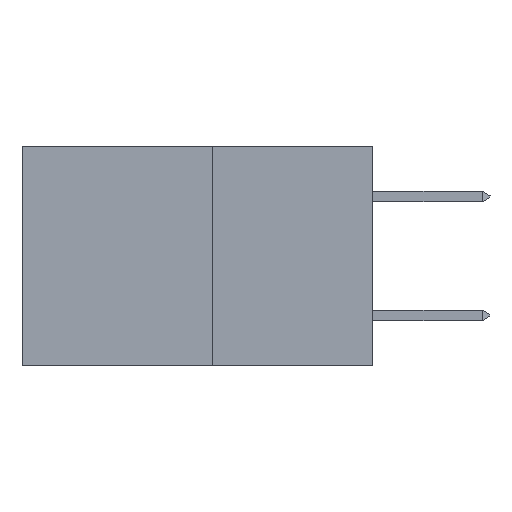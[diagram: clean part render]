
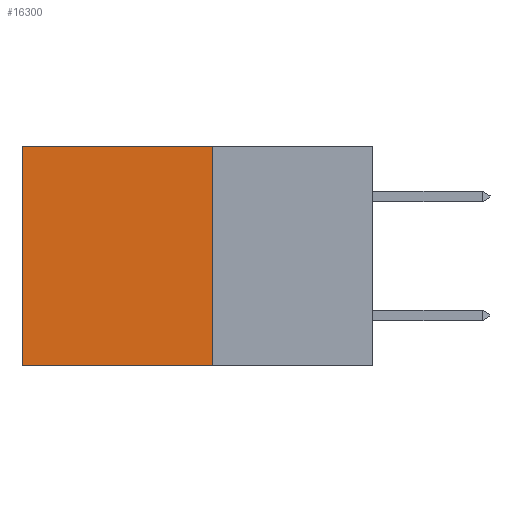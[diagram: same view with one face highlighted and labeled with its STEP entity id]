
A CAD part, left-side view. The second image highlights one B-rep face of the part: STEP entity #16300.
In plain terms, the highlighted planar face has unit normal (-1, 0, 0).
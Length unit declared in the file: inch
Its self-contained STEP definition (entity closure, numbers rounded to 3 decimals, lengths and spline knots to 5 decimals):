
#71 = ORIENTED_EDGE ( 'NONE', *, *, #23519, .T. ) ;
#1385 = CARTESIAN_POINT ( 'NONE',  ( 0.277, 0.27, -0.37 ) ) ;
#1669 = DIRECTION ( 'NONE',  ( 0., 1., 0. ) ) ;
#1722 = CARTESIAN_POINT ( 'NONE',  ( 0.277, 0.27, 0. ) ) ;
#1810 = DIRECTION ( 'NONE',  ( 0., 0., -1. ) ) ;
#2206 = CARTESIAN_POINT ( 'NONE',  ( 0.277, 0.27, -0.37 ) ) ;
#2213 = VERTEX_POINT ( 'NONE', #21922 ) ;
#2661 = EDGE_LOOP ( 'NONE', ( #71, #21058, #12269, #9276 ) ) ;
#3006 = EDGE_CURVE ( 'NONE', #2213, #19641, #12230, .T. ) ;
#3594 = CARTESIAN_POINT ( 'NONE',  ( 0.277, 0.59, 0. ) ) ;
#4177 = AXIS2_PLACEMENT_3D ( 'NONE', #2206, #17172, #4376 ) ;
#4376 = DIRECTION ( 'NONE',  ( 0., 0., -1. ) ) ;
#6170 = EDGE_CURVE ( 'NONE', #19641, #26388, #13492, .T. ) ;
#6639 = EDGE_CURVE ( 'NONE', #2213, #16767, #10571, .T. ) ;
#7132 = CARTESIAN_POINT ( 'NONE',  ( 0.277, 0.59, -0.37 ) ) ;
#7243 = LINE ( 'NONE', #25309, #23050 ) ;
#8005 = CARTESIAN_POINT ( 'NONE',  ( 0.277, 0.27, -0.37 ) ) ;
#8243 = DIRECTION ( 'NONE',  ( 0., 1., 0. ) ) ;
#9276 = ORIENTED_EDGE ( 'NONE', *, *, #6639, .T. ) ;
#10571 = LINE ( 'NONE', #1722, #21394 ) ;
#11285 = VECTOR ( 'NONE', #8243, 39.37008 ) ;
#12230 = LINE ( 'NONE', #15122, #23052 ) ;
#12269 = ORIENTED_EDGE ( 'NONE', *, *, #3006, .F. ) ;
#13492 = LINE ( 'NONE', #8005, #11285 ) ;
#15122 = CARTESIAN_POINT ( 'NONE',  ( 0.277, 0.27, -0.37 ) ) ;
#15782 = DIRECTION ( 'NONE',  ( 0., 0., -1. ) ) ;
#16300 = ADVANCED_FACE ( 'NONE', ( #20639 ), #25699, .F. ) ;
#16767 = VERTEX_POINT ( 'NONE', #3594 ) ;
#17172 = DIRECTION ( 'NONE',  ( 1., 0., 0. ) ) ;
#19641 = VERTEX_POINT ( 'NONE', #1385 ) ;
#20639 = FACE_OUTER_BOUND ( 'NONE', #2661, .T. ) ;
#21058 = ORIENTED_EDGE ( 'NONE', *, *, #6170, .F. ) ;
#21394 = VECTOR ( 'NONE', #1669, 39.37008 ) ;
#21922 = CARTESIAN_POINT ( 'NONE',  ( 0.277, 0.27, 0. ) ) ;
#23050 = VECTOR ( 'NONE', #1810, 39.37008 ) ;
#23052 = VECTOR ( 'NONE', #15782, 39.37008 ) ;
#23519 = EDGE_CURVE ( 'NONE', #16767, #26388, #7243, .T. ) ;
#25309 = CARTESIAN_POINT ( 'NONE',  ( 0.277, 0.59, -0.37 ) ) ;
#25699 = PLANE ( 'NONE',  #4177 ) ;
#26388 = VERTEX_POINT ( 'NONE', #7132 ) ;
